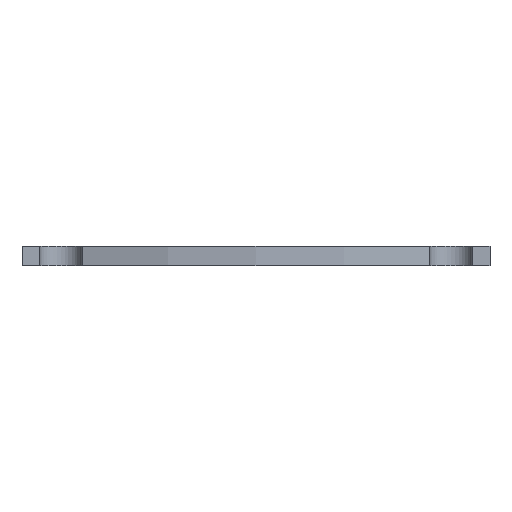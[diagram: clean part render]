
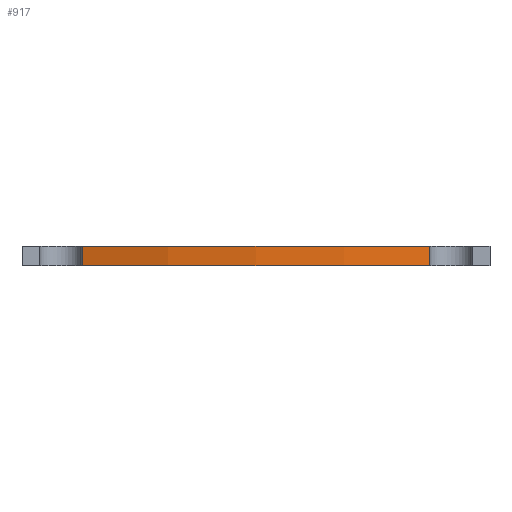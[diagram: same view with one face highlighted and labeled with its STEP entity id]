
A CAD part, front view. The second image highlights one B-rep face of the part: STEP entity #917.
In plain terms, the highlighted cylindrical face has radius 44 mm (diameter 88 mm), a partial arc.
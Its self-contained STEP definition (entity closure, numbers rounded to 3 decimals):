
#17 = AXIS2_PLACEMENT_3D ( 'NONE', #226, #43, #399 ) ;
#33 = VECTOR ( 'NONE', #1138, 1000. ) ;
#36 = CIRCLE ( 'NONE', #846, 44. ) ;
#43 = DIRECTION ( 'NONE',  ( 0., 0., 1. ) ) ;
#49 = FACE_OUTER_BOUND ( 'NONE', #839, .T. ) ;
#123 = CARTESIAN_POINT ( 'NONE',  ( 14.464, -41.555, 1.6 ) ) ;
#127 = DIRECTION ( 'NONE',  ( 0., 0., -1. ) ) ;
#171 = EDGE_CURVE ( 'NONE', #976, #177, #36, .T. ) ;
#177 = VERTEX_POINT ( 'NONE', #721 ) ;
#213 = ORIENTED_EDGE ( 'NONE', *, *, #171, .T. ) ;
#226 = CARTESIAN_POINT ( 'NONE',  ( 0., 0., 1.6 ) ) ;
#262 = CARTESIAN_POINT ( 'NONE',  ( 14.464, -41.555, 1.6 ) ) ;
#274 = LINE ( 'NONE', #461, #652 ) ;
#290 = EDGE_CURVE ( 'NONE', #441, #976, #274, .T. ) ;
#301 = AXIS2_PLACEMENT_3D ( 'NONE', #770, #127, #856 ) ;
#399 = DIRECTION ( 'NONE',  ( -1., 0., 0. ) ) ;
#408 = ORIENTED_EDGE ( 'NONE', *, *, #290, .T. ) ;
#410 = CYLINDRICAL_SURFACE ( 'NONE', #301, 44. ) ;
#420 = LINE ( 'NONE', #262, #33 ) ;
#441 = VERTEX_POINT ( 'NONE', #871 ) ;
#461 = CARTESIAN_POINT ( 'NONE',  ( -14.464, -41.555, 1.6 ) ) ;
#522 = CIRCLE ( 'NONE', #17, 44. ) ;
#652 = VECTOR ( 'NONE', #903, 1000. ) ;
#721 = CARTESIAN_POINT ( 'NONE',  ( 14.464, -41.555, 0. ) ) ;
#746 = VERTEX_POINT ( 'NONE', #123 ) ;
#770 = CARTESIAN_POINT ( 'NONE',  ( 0., 0., 1.6 ) ) ;
#832 = ORIENTED_EDGE ( 'NONE', *, *, #951, .F. ) ;
#839 = EDGE_LOOP ( 'NONE', ( #213, #1024, #832, #408 ) ) ;
#846 = AXIS2_PLACEMENT_3D ( 'NONE', #950, #1137, #966 ) ;
#856 = DIRECTION ( 'NONE',  ( -1., 0., 0. ) ) ;
#871 = CARTESIAN_POINT ( 'NONE',  ( -14.464, -41.555, 1.6 ) ) ;
#903 = DIRECTION ( 'NONE',  ( 0., 0., -1. ) ) ;
#917 = ADVANCED_FACE ( 'NONE', ( #49 ), #410, .T. ) ;
#950 = CARTESIAN_POINT ( 'NONE',  ( 0., 0., 0. ) ) ;
#951 = EDGE_CURVE ( 'NONE', #441, #746, #522, .T. ) ;
#966 = DIRECTION ( 'NONE',  ( -1., 0., 0. ) ) ;
#976 = VERTEX_POINT ( 'NONE', #1026 ) ;
#1024 = ORIENTED_EDGE ( 'NONE', *, *, #1069, .F. ) ;
#1026 = CARTESIAN_POINT ( 'NONE',  ( -14.464, -41.555, 0. ) ) ;
#1069 = EDGE_CURVE ( 'NONE', #746, #177, #420, .T. ) ;
#1137 = DIRECTION ( 'NONE',  ( 0., 0., 1. ) ) ;
#1138 = DIRECTION ( 'NONE',  ( 0., 0., -1. ) ) ;
